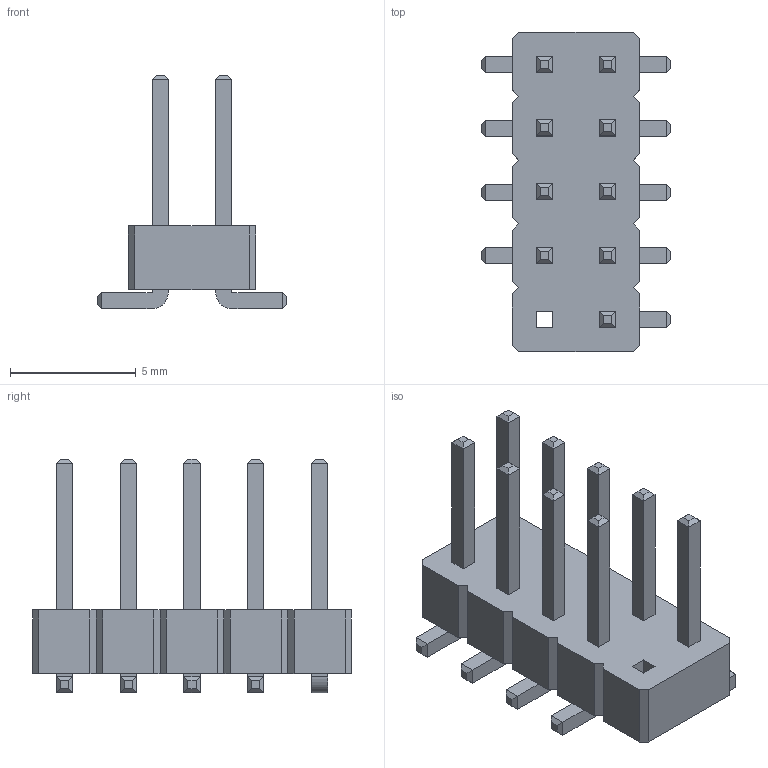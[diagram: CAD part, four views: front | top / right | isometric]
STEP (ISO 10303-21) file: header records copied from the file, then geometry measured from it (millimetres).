
FILE_DESCRIPTION(('FreeCAD Model'),'2;1');
FILE_NAME('PinHeader_2xUSB2_P2.54mm_Vertical_SMD.step','2020-12-27T01:29:57',(''),(''), 'Open CASCADE STEP processor 7.3','FreeCAD','Unknown');
FILE_SCHEMA(('AUTOMOTIVE_DESIGN { 1 0 10303 214 1 1 1 1 }'));
Length unit declared in the file: millimetre
Products named in the file (4): BaseFeature001; Body; Body001; BaseFeature
Bounding box: 7.54 x 12.7 x 9.3 mm (x, y, z)
Surface area: 848.5 mm2 (no closed solid volume)
Topology: 0 solids, 454 shells, 454 faces, 2196 edges, 2196 vertices
Faces by surface type: plane 428, cylinder 18, bspline 8
Entity records: 41754 total; most frequent: CARTESIAN_POINT 7083, DIRECTION 5342, LINE 4268, VECTOR 4268, ORIENTED_EDGE 2196, EDGE_CURVE 2196, VERTEX_POINT 2196, SURFACE_CURVE 2196
